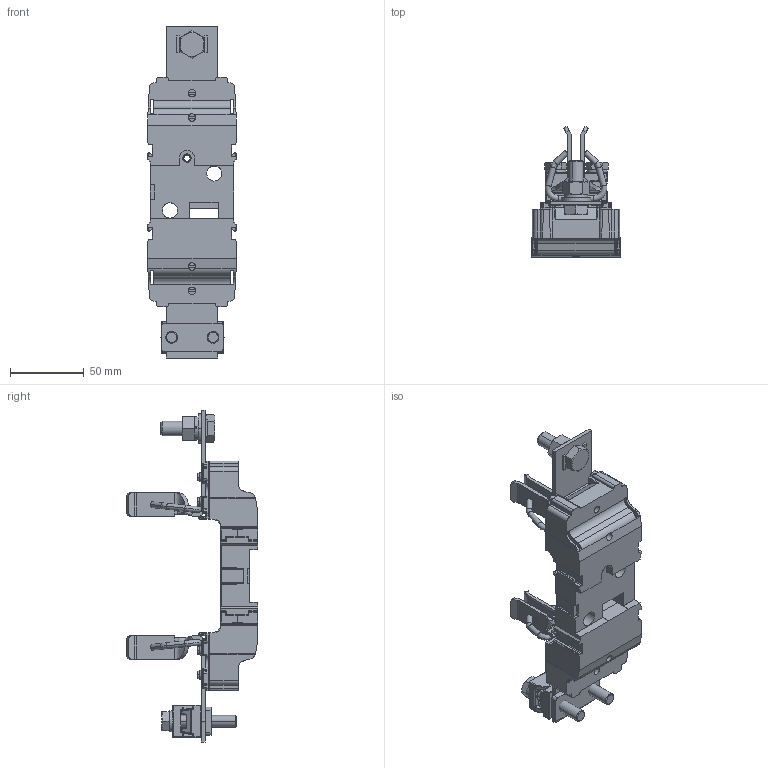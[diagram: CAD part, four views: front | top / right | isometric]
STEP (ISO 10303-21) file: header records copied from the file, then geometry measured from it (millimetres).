
FILE_DESCRIPTION((''),'2;1');
FILE_NAME('004121500_PT2_M10-M10_1P_ASM','2023-10-25T11:09:19',('klemen.sitar'),('Audax d.o.o.'),'CREO PARAMETRIC BY PTC INC, 2021304','CREO PARAMETRIC BY PTC INC, 2021304','');
FILE_SCHEMA(('AP242_MANAGED_MODEL_BASED_3D_ENGINEERING_MIM_LF { 1 0 10303 442 1 1 4 }'));
Products named in the file (21): ASM0024_ASM_1_ASM_1; 0000038453_1_1_2_1; 0000038666_AF0_1_1_2_1; 0000038666_AF1_1_1_2_1; 0000047317_1_1_2_1; 66812_FEDERRING_DIN_127_A8_1__4; 65728_SECHSKANTSCHRAUBE_M8X45_4; 70196_KLEMMENTEIL_1_1_1_2_1_1_2; 56427_KLEMMENUNTERTEIL_1_1_1__2; ASM0002_ASM_1_ASM_1_ASM; 2P2_TOP_ASM_1_ASM_1_1_ASM_1_ASM_ASM; ASM0001_ASM_1_ASM_1_ASM; 2P_ASM_1_ASM; 0000032607_1_1_2_1; 0000032604_1_1_2_1; 0000032603_1_1_2_1; 0000032605_1_1_2_1; M10_B_ASM; BASE_ASM; ETI_LOGO_13_2X7_71MM; 004121500_PT2_M10-M10_1P_ASM
Assembly tree (27 placements, depth 7):
  004121500_PT2_M10-M10_1P_ASM
    BASE_ASM
      ASM0024_ASM_1_ASM_1
      0000038453_1_1_2_1  x2
      0000038666_AF0_1_1_2_1
      0000038666_AF1_1_1_2_1
      0000047317_1_1_2_1  x4
      2P_ASM_1_ASM
        ASM0001_ASM_1_ASM_1_ASM
          2P2_TOP_ASM_1_ASM_1_1_ASM_1_ASM_ASM
            66812_FEDERRING_DIN_127_A8_1__4  x2
            65728_SECHSKANTSCHRAUBE_M8X45_4  x2
            70196_KLEMMENTEIL_1_1_1_2_1_1_2
            ASM0002_ASM_1_ASM_1_ASM
              70196_KLEMMENTEIL_1_1_1_2_1_1_2
              56427_KLEMMENUNTERTEIL_1_1_1__2
      M10_B_ASM
        0000032607_1_1_2_1
        0000032604_1_1_2_1
        0000032603_1_1_2_1
        0000032605_1_1_2_1
    ETI_LOGO_13_2X7_71MM
Bounding box: 59.8 x 88.8 x 225 mm (x, y, z)
Volume: 40278.8 mm3; surface area: 81879.3 mm2
Topology: 20 solids, 32 shells, 2185 faces, 5687 edges, 3485 vertices
Faces by surface type: cylinder 789, plane 733, bspline 302, cone 164, torus 138, sphere 32, extrusion 27
Entity records: 109319 total; most frequent: CARTESIAN_POINT 43518, ORIENTED_EDGE 8744, DIRECTION 7973, PRESENTATION_STYLE_ASSIGNMENT 5679, STYLED_ITEM 5679, EDGE_CURVE 4386, CURVE_STYLE 4228, AXIS2_PLACEMENT_3D 2900
